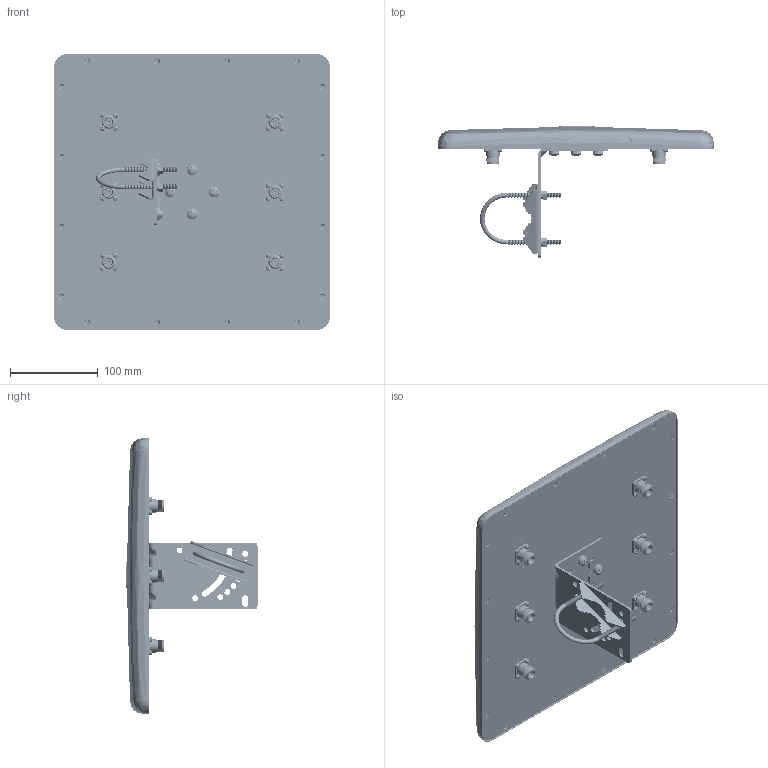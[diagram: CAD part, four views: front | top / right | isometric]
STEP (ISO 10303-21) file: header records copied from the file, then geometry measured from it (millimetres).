
FILE_DESCRIPTION (( 'STEP AP214' ), '1' );
FILE_NAME ('FM51FP1002_3D.step', '2022-12-30T17:45:14', ( '' ), ( '' ), 'SwSTEP 2.0', 'SolidWorks 2022', '' );
FILE_SCHEMA (( 'AUTOMOTIVE_DESIGN' ));
Length unit declared in the file: inch
Products named in the file (11): M2.9x9.5_FHPH sheetmetalScrew; HG2458-10DP-6NF_Radome; FM51FP1002_3D; HG2458-10DP-6NF_Mount Hardware; XFW-0007; HG2458-10DP-6NF_Swivel-L-Bracket; XFS-0021; HG2458-10DP-6NF_Ubolt; XFS-0054; HG2458-10DP-6NF_Backplate; HG2458-10DP-6NF_Connector
Assembly tree (59 placements, depth 3):
  FM51FP1002_3D
    HG2458-10DP-6NF_Radome
    HG2458-10DP-6NF_Backplate
    HG2458-10DP-6NF_Mount Hardware
      HG2458-10DP-6NF_Swivel-L-Bracket
      HG2458-10DP-6NF_Ubolt
    M2.9x9.5_FHPH sheetmetalScrew  x16
    XFS-0054  x4
    XFW-0007  x4
    XFS-0021  x24
    HG2458-10DP-6NF_Connector  x6
Bounding box: 315 x 149.59 x 315 mm (x, y, z)
Volume: 618444 mm3; surface area: 533888.8 mm2
Topology: 59 solids, 59 shells, 5332 faces, 12735 edges, 7678 vertices
Faces by surface type: cone 2400, plane 1433, cylinder 879, bspline 426, torus 138, sphere 56
Entity records: 92700 total; most frequent: CARTESIAN_POINT 29742, ORIENTED_EDGE 10422, DIRECTION 9833, EDGE_CURVE 5211, AXIS2_PLACEMENT_3D 3559, VERTEX_POINT 3206, LINE 2715, VECTOR 2715
